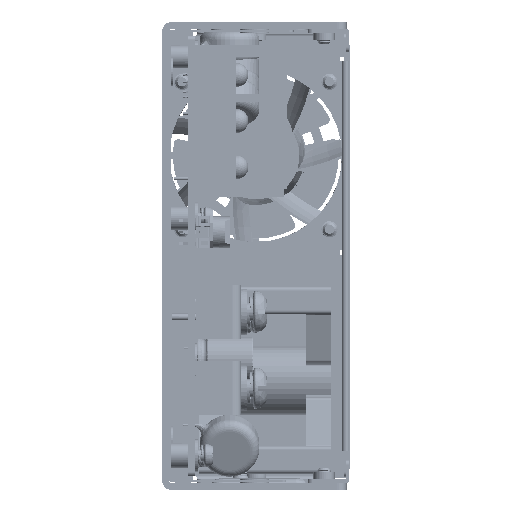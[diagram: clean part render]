
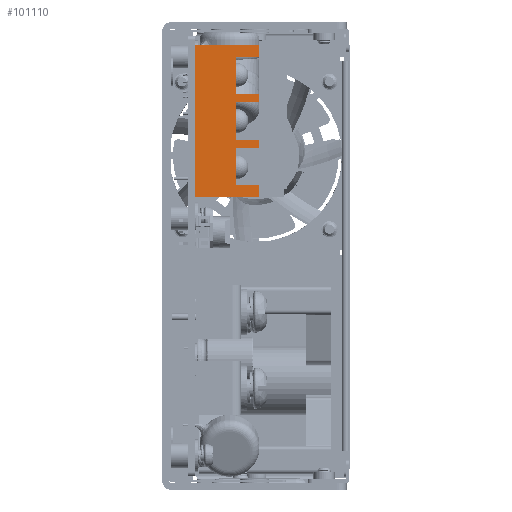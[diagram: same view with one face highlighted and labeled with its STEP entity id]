
A CAD part, front view. The second image highlights one B-rep face of the part: STEP entity #101110.
In plain terms, the highlighted planar face has unit normal (0, -1, 0).
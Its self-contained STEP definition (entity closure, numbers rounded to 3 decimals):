
#29996=DIRECTION('',(0.,0.,1.));
#29997=VECTOR('',#29996,33.2);
#29998=CARTESIAN_POINT('',(7.1,-198.506,-36.59));
#29999=LINE('',#29998,#29997);
#30012=DIRECTION('',(0.,0.,-1.));
#30013=VECTOR('',#30012,8.01);
#30014=CARTESIAN_POINT('',(16.1,-198.505,-6.03));
#30015=LINE('',#30014,#30013);
#30020=DIRECTION('',(0.,0.,-1.));
#30021=VECTOR('',#30020,8.1);
#30022=CARTESIAN_POINT('',(16.1,-198.507,-15.94));
#30023=LINE('',#30022,#30021);
#30036=DIRECTION('',(0.,0.,-1.));
#30037=VECTOR('',#30036,8.01);
#30038=CARTESIAN_POINT('',(16.1,-198.506,-25.94));
#30039=LINE('',#30038,#30037);
#30108=DIRECTION('',(-1.,0.,0.));
#30109=VECTOR('',#30108,5.);
#30110=CARTESIAN_POINT('',(21.1,-198.504,-6.03));
#30111=LINE('',#30110,#30109);
#30208=DIRECTION('',(0.,0.001,1.));
#30209=VECTOR('',#30208,2.64);
#30210=CARTESIAN_POINT('',(21.1,-198.506,-36.59));
#30211=LINE('',#30210,#30209);
#30216=DIRECTION('',(0.,0.,1.));
#30217=VECTOR('',#30216,1.9);
#30218=CARTESIAN_POINT('',(21.1,-198.504,-25.94));
#30219=LINE('',#30218,#30217);
#30224=DIRECTION('',(0.,0.,1.));
#30225=VECTOR('',#30224,1.9);
#30226=CARTESIAN_POINT('',(21.1,-198.505,-15.94));
#30227=LINE('',#30226,#30225);
#30232=DIRECTION('',(0.,0.,-1.));
#30233=VECTOR('',#30232,2.64);
#30234=CARTESIAN_POINT('',(21.1,-198.504,-3.39));
#30235=LINE('',#30234,#30233);
#30248=DIRECTION('',(1.,0.,0.));
#30249=VECTOR('',#30248,14.);
#30250=CARTESIAN_POINT('',(7.1,-198.504,-3.39));
#30251=LINE('',#30250,#30249);
#30280=DIRECTION('',(-1.,0.,0.));
#30281=VECTOR('',#30280,14.);
#30282=CARTESIAN_POINT('',(21.1,-198.506,-36.59));
#30283=LINE('',#30282,#30281);
#30352=DIRECTION('',(1.,0.,0.));
#30353=VECTOR('',#30352,5.);
#30354=CARTESIAN_POINT('',(16.1,-198.506,-33.95));
#30355=LINE('',#30354,#30353);
#30360=DIRECTION('',(-1.,0.,
0.));
#30361=VECTOR('',#30360,5.);
#30362=CARTESIAN_POINT('',(21.1,-198.504,-25.94));
#30363=LINE('',#30362,#30361);
#30364=DIRECTION('',(1.,0.,0.));
#30365=VECTOR('',#30364,5.);
#30366=CARTESIAN_POINT('',(16.1,-198.506,-24.04));
#30367=LINE('',#30366,#30365);
#30372=DIRECTION('',(-1.,0.,
0.));
#30373=VECTOR('',#30372,5.);
#30374=CARTESIAN_POINT('',(21.1,-198.505,-15.94));
#30375=LINE('',#30374,#30373);
#30376=DIRECTION('',(1.,0.,0.));
#30377=VECTOR('',#30376,5.);
#30378=CARTESIAN_POINT('',(16.1,-198.507,-14.04));
#30379=LINE('',#30378,#30377);
#36497=CARTESIAN_POINT('',(21.1,-198.505,-15.94));
#36499=VERTEX_POINT('',#36497);
#36501=CARTESIAN_POINT('',(21.1,-198.505,-14.04));
#36503=VERTEX_POINT('',#36501);
#36505=CARTESIAN_POINT('',(16.1,-198.507,-15.94));
#36507=VERTEX_POINT('',#36505);
#36509=CARTESIAN_POINT('',(16.1,-198.507,-14.04));
#36511=VERTEX_POINT('',#36509);
#36513=CARTESIAN_POINT('',(7.1,-198.504,-3.39));
#36515=VERTEX_POINT('',#36513);
#36523=CARTESIAN_POINT('',(21.1,-198.504,-6.03));
#36525=VERTEX_POINT('',#36523);
#36527=CARTESIAN_POINT('',(21.1,-198.504,-3.39));
#36528=VERTEX_POINT('',#36527);
#36530=CARTESIAN_POINT('',(16.1,-198.505,-6.03));
#36532=VERTEX_POINT('',#36530);
#36541=CARTESIAN_POINT('',(21.1,-198.504,-25.94));
#36543=VERTEX_POINT('',#36541);
#36545=CARTESIAN_POINT('',(21.1,-198.504,-24.04));
#36547=VERTEX_POINT('',#36545);
#36549=CARTESIAN_POINT('',(16.1,-198.506,-25.94));
#36551=VERTEX_POINT('',#36549);
#36553=CARTESIAN_POINT('',(16.1,-198.506,-24.04));
#36555=VERTEX_POINT('',#36553);
#36558=CARTESIAN_POINT('',(7.1,-198.506,-36.59));
#36560=VERTEX_POINT('',#36558);
#36567=CARTESIAN_POINT('',(21.1,-198.504,-33.95));
#36569=VERTEX_POINT('',#36567);
#36571=CARTESIAN_POINT('',(21.1,-198.506,-36.59));
#36572=VERTEX_POINT('',#36571);
#36573=CARTESIAN_POINT('',(16.1,-198.506,-33.95));
#36575=VERTEX_POINT('',#36573);
#101072=CARTESIAN_POINT('',(11.6,-198.506,-19.989));
#101073=DIRECTION('',(0.,1.,0.));
#101074=DIRECTION('',(0.,0.,1.));
#101075=AXIS2_PLACEMENT_3D('',#101072,#101073,#101074);
#101076=PLANE('',#101075);
#101078=ORIENTED_EDGE('',*,*,#101077,.T.);
#101080=ORIENTED_EDGE('',*,*,#101079,.T.);
#101082=ORIENTED_EDGE('',*,*,#101081,.F.);
#101084=ORIENTED_EDGE('',*,*,#101083,.T.);
#101085=ORIENTED_EDGE('',*,*,#51459,.T.);
#101087=ORIENTED_EDGE('',*,*,#101086,.T.);
#101089=ORIENTED_EDGE('',*,*,#101088,.T.);
#101091=ORIENTED_EDGE('',*,*,#101090,.T.);
#101093=ORIENTED_EDGE('',*,*,#101092,.T.);
#101095=ORIENTED_EDGE('',*,*,#101094,.T.);
#101097=ORIENTED_EDGE('',*,*,#101096,.F.);
#101099=ORIENTED_EDGE('',*,*,#101098,.T.);
#101101=ORIENTED_EDGE('',*,*,#101100,.T.);
#101103=ORIENTED_EDGE('',*,*,#101102,.T.);
#101105=ORIENTED_EDGE('',*,*,#101104,.F.);
#101107=ORIENTED_EDGE('',*,*,#101106,.T.);
#101108=EDGE_LOOP('',(#101078,#101080,#101082,#101084,#101085,#101087,#101089,
#101091,#101093,#101095,#101097,#101099,#101101,#101103,#101105,#101107));
#101109=FACE_OUTER_BOUND('',#101108,.F.);
#51459=EDGE_CURVE('',#36560,#36515,#29999,.T.);
#101077=EDGE_CURVE('',#36551,#36575,#30039,.T.);
#101079=EDGE_CURVE('',#36575,#36569,#30355,.T.);
#101081=EDGE_CURVE('',#36572,#36569,#30211,.T.);
#101083=EDGE_CURVE('',#36572,#36560,#30283,.T.);
#101086=EDGE_CURVE('',#36515,#36528,#30251,.T.);
#101088=EDGE_CURVE('',#36528,#36525,#30235,.T.);
#101090=EDGE_CURVE('',#36525,#36532,#30111,.T.);
#101092=EDGE_CURVE('',#36532,#36511,#30015,.T.);
#101094=EDGE_CURVE('',#36511,#36503,#30379,.T.);
#101096=EDGE_CURVE('',#36499,#36503,#30227,.T.);
#101098=EDGE_CURVE('',#36499,#36507,#30375,.T.);
#101100=EDGE_CURVE('',#36507,#36555,#30023,.T.);
#101102=EDGE_CURVE('',#36555,#36547,#30367,.T.);
#101104=EDGE_CURVE('',#36543,#36547,#30219,.T.);
#101106=EDGE_CURVE('',#36543,#36551,#30363,.T.);
#101110=ADVANCED_FACE('',(#101109),#101076,.F.);
